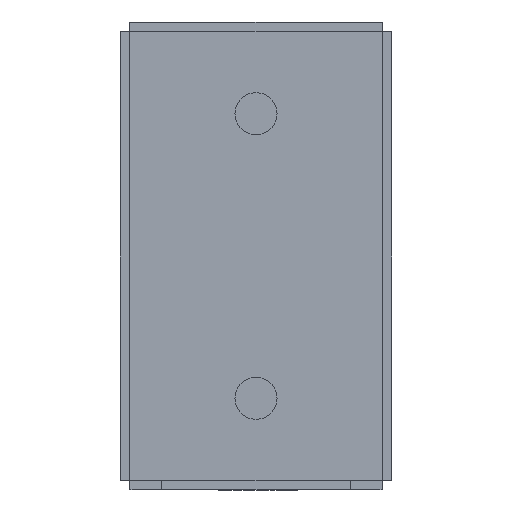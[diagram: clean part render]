
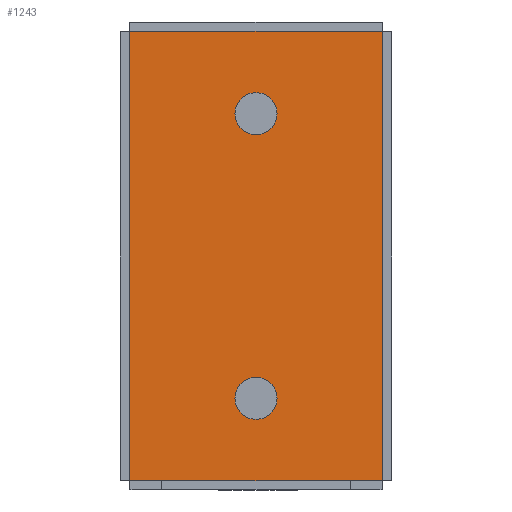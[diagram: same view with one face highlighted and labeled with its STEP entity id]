
A CAD part, front view. The second image highlights one B-rep face of the part: STEP entity #1243.
In plain terms, the highlighted planar face has unit normal (0, -1, 0).
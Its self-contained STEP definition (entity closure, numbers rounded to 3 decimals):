
#29=FACE_BOUND($,#200,.T.);
#30=FACE_BOUND($,#201,.T.);
#31=FACE_BOUND($,#202,.T.);
#66=CIRCLE($,#1316,3.324);
#68=CIRCLE($,#1319,3.324);
#200=EDGE_LOOP($,(#1032));
#201=EDGE_LOOP($,(#1033));
#202=EDGE_LOOP($,(#1034,#1035,#1036,#1037));
#228=LINE($,#1652,#362);
#322=LINE($,#2116,#456);
#326=LINE($,#2122,#460);
#329=LINE($,#2126,#463);
#362=VECTOR($,#1361,40.);
#456=VECTOR($,#1557,40.);
#460=VECTOR($,#1563,71.);
#463=VECTOR($,#1568,71.);
#491=VERTEX_POINT($,#1649);
#492=VERTEX_POINT($,#1651);
#558=VERTEX_POINT($,#2113);
#559=VERTEX_POINT($,#2115);
#562=VERTEX_POINT($,#2131);
#564=VERTEX_POINT($,#2136);
#592=EDGE_CURVE($,#491,#492,#228,.T.);
#711=EDGE_CURVE($,#558,#559,#322,.T.);
#715=EDGE_CURVE($,#558,#492,#326,.T.);
#718=EDGE_CURVE($,#491,#559,#329,.T.);
#721=EDGE_CURVE($,#562,#562,#66,.T.);
#723=EDGE_CURVE($,#564,#564,#68,.T.);
#1032=ORIENTED_EDGE($,*,*,#721,.T.);
#1033=ORIENTED_EDGE($,*,*,#723,.T.);
#1034=ORIENTED_EDGE($,*,*,#718,.T.);
#1035=ORIENTED_EDGE($,*,*,#711,.F.);
#1036=ORIENTED_EDGE($,*,*,#715,.T.);
#1037=ORIENTED_EDGE($,*,*,#592,.F.);
#1105=PLANE($,#1321);
#1243=ADVANCED_FACE($,(#29,#30,#31),#1105,.T.);
#1316=AXIS2_PLACEMENT_3D($,#2132,#1574,#1575);
#1319=AXIS2_PLACEMENT_3D($,#2137,#1580,#1581);
#1321=AXIS2_PLACEMENT_3D($,#2139,#1584,#1585);
#1361=DIRECTION($,(-1.,0.,0.));
#1557=DIRECTION($,(1.,0.,0.));
#1563=DIRECTION($,(0.,0.,-1.));
#1568=DIRECTION($,(0.,0.,1.));
#1574=DIRECTION('center_axis',(0.,1.,0.));
#1575=DIRECTION('ref_axis',(1.,0.,0.));
#1580=DIRECTION('center_axis',(0.,1.,0.));
#1581=DIRECTION('ref_axis',(1.,0.,0.));
#1584=DIRECTION('center_axis',(0.,-1.,0.));
#1585=DIRECTION('ref_axis',(1.,0.,0.));
#1649=CARTESIAN_POINT('',(20.,-5.,-35.5));
#1651=CARTESIAN_POINT('',(-20.,-5.,-35.5));
#1652=CARTESIAN_POINT($,(-20.,-5.,-35.5));
#2113=CARTESIAN_POINT('',(-20.,-5.,35.5));
#2115=CARTESIAN_POINT('',(20.,-5.,35.5));
#2116=CARTESIAN_POINT($,(-20.,-5.,35.5));
#2122=CARTESIAN_POINT($,(-20.,-5.,0.));
#2126=CARTESIAN_POINT($,(20.,-5.,0.));
#2131=CARTESIAN_POINT('',(3.324,-5.,22.5));
#2132=CARTESIAN_POINT('Origin',(0.,-5.,22.5));
#2136=CARTESIAN_POINT('',(3.324,-5.,-22.5));
#2137=CARTESIAN_POINT('Origin',(0.,-5.,-22.5));
#2139=CARTESIAN_POINT('Origin',(-20.,-5.,0.));
